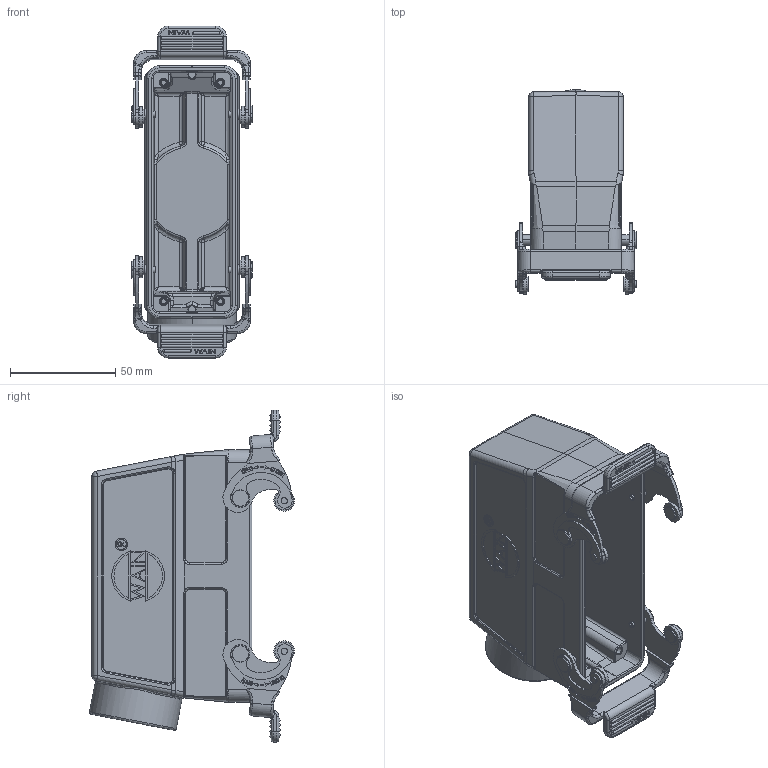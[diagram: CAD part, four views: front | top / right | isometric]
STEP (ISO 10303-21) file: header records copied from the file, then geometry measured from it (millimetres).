
FILE_DESCRIPTION((''),'2;1');
FILE_NAME('PRT0001','2020-09-28T',('dn.ye'),(''),'PRO/ENGINEER BY PARAMETRIC TECHNOLOGY CORPORATION, 2012480','PRO/ENGINEER BY PARAMETRIC TECHNOLOGY CORPORATION, 2012480','');
FILE_SCHEMA(('CONFIG_CONTROL_DESIGN'));
Products named in the file (1): PRT0001
Bounding box: 57.5 x 97.44 x 157.8 mm (x, y, z)
Volume: 111509 mm3; surface area: 69653 mm2
Topology: 1 solids, 1 shells, 1865 faces, 4883 edges, 3170 vertices
Faces by surface type: plane 815, cylinder 447, bspline 216, extrusion 164, torus 119, cone 64, sphere 40
Entity records: 70781 total; most frequent: CARTESIAN_POINT 26347, ORIENTED_EDGE 9706, DIRECTION 8378, EDGE_CURVE 4853, VERTEX_POINT 3170, AXIS2_PLACEMENT_3D 2869, VECTOR 2640, LINE 2476
